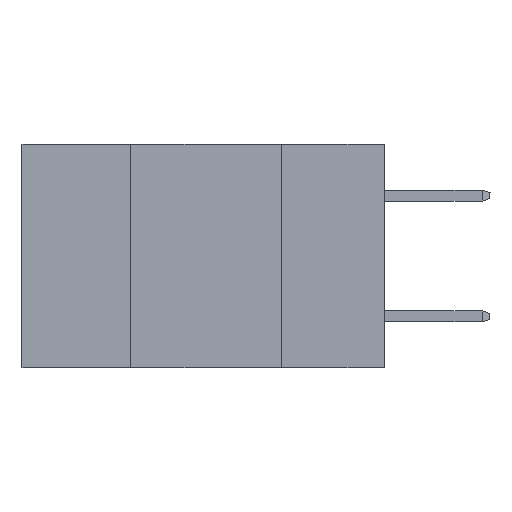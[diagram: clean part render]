
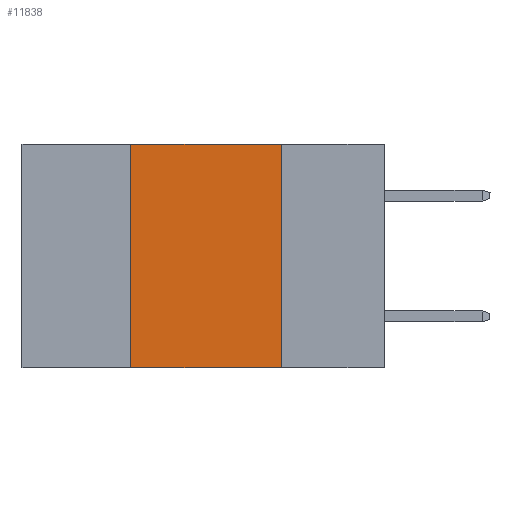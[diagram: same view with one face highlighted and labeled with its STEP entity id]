
A CAD part, left-side view. The second image highlights one B-rep face of the part: STEP entity #11838.
In plain terms, the highlighted planar face has unit normal (-1, 0, 0).
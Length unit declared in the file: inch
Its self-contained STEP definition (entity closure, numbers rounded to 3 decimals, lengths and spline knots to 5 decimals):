
#95 = VECTOR ( 'NONE', #21259, 39.37008 ) ;
#775 = VECTOR ( 'NONE', #15186, 39.37008 ) ;
#929 = PLANE ( 'NONE',  #12635 ) ;
#945 = CARTESIAN_POINT ( 'NONE',  ( 0., 0.6, 0. ) ) ;
#1765 = VERTEX_POINT ( 'NONE', #11778 ) ;
#1834 = FACE_OUTER_BOUND ( 'NONE', #17036, .T. ) ;
#2637 = DIRECTION ( 'NONE',  ( 0., -1., 0. ) ) ;
#3485 = VERTEX_POINT ( 'NONE', #21074 ) ;
#4257 = DIRECTION ( 'NONE',  ( 0., -1., 0. ) ) ;
#5070 = EDGE_CURVE ( 'NONE', #1765, #3485, #17625, .T. ) ;
#5143 = ORIENTED_EDGE ( 'NONE', *, *, #5070, .F. ) ;
#5974 = CARTESIAN_POINT ( 'NONE',  ( 0., 0.42, -0.37 ) ) ;
#6019 = CARTESIAN_POINT ( 'NONE',  ( 0., 0.17, -0.37 ) ) ;
#6374 = ORIENTED_EDGE ( 'NONE', *, *, #9243, .F. ) ;
#7111 = ORIENTED_EDGE ( 'NONE', *, *, #17453, .T. ) ;
#8808 = VERTEX_POINT ( 'NONE', #6019 ) ;
#9243 = EDGE_CURVE ( 'NONE', #3485, #8808, #17873, .T. ) ;
#9255 = VECTOR ( 'NONE', #2637, 39.37008 ) ;
#9308 = CARTESIAN_POINT ( 'NONE',  ( 0., 0.17, 0. ) ) ;
#11718 = CARTESIAN_POINT ( 'NONE',  ( 0., 0.42, 0. ) ) ;
#11778 = CARTESIAN_POINT ( 'NONE',  ( 0., 0.42, 0. ) ) ;
#11838 = ADVANCED_FACE ( 'NONE', ( #1834 ), #929, .F. ) ;
#12635 = AXIS2_PLACEMENT_3D ( 'NONE', #14328, #17632, #19321 ) ;
#14199 = VERTEX_POINT ( 'NONE', #5974 ) ;
#14328 = CARTESIAN_POINT ( 'NONE',  ( 0., 0.6, 0. ) ) ;
#14563 = VECTOR ( 'NONE', #4257, 39.37008 ) ;
#14930 = LINE ( 'NONE', #11718, #775 ) ;
#15186 = DIRECTION ( 'NONE',  ( 0., 0., 1. ) ) ;
#15618 = ORIENTED_EDGE ( 'NONE', *, *, #21354, .F. ) ;
#16573 = LINE ( 'NONE', #17666, #9255 ) ;
#17036 = EDGE_LOOP ( 'NONE', ( #6374, #5143, #15618, #7111 ) ) ;
#17453 = EDGE_CURVE ( 'NONE', #14199, #8808, #16573, .T. ) ;
#17625 = LINE ( 'NONE', #945, #14563 ) ;
#17632 = DIRECTION ( 'NONE',  ( 1., 0., 0. ) ) ;
#17666 = CARTESIAN_POINT ( 'NONE',  ( 0., 0.6, -0.37 ) ) ;
#17873 = LINE ( 'NONE', #9308, #95 ) ;
#19321 = DIRECTION ( 'NONE',  ( 0., 0., -1. ) ) ;
#21074 = CARTESIAN_POINT ( 'NONE',  ( 0., 0.17, 0. ) ) ;
#21259 = DIRECTION ( 'NONE',  ( 0., 0., -1. ) ) ;
#21354 = EDGE_CURVE ( 'NONE', #14199, #1765, #14930, .T. ) ;
